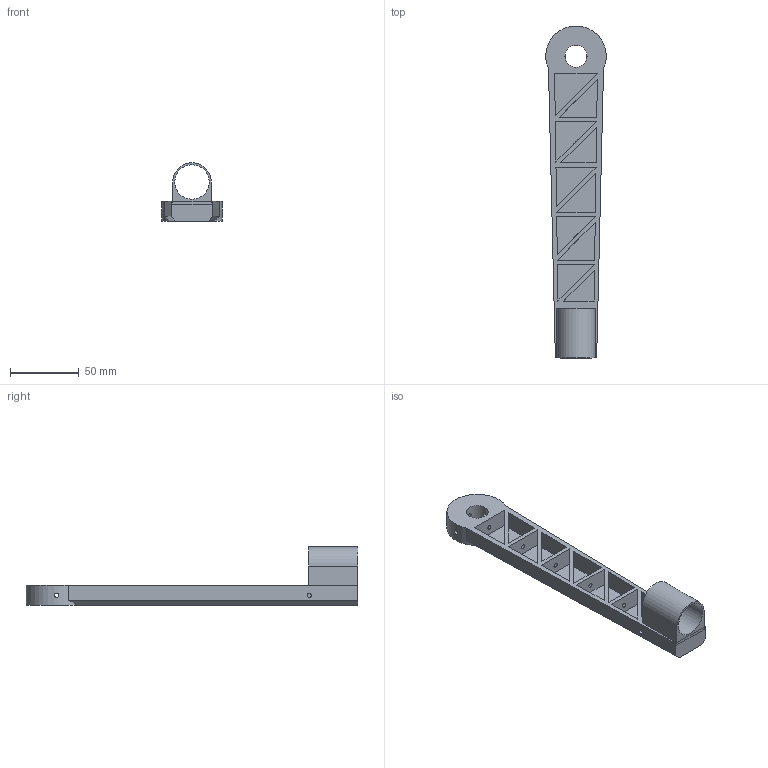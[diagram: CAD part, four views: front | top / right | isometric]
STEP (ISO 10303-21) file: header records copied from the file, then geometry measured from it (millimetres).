
FILE_DESCRIPTION(('FreeCAD Model'),'2;1');
FILE_NAME('InnerStrut.step','2016-05-26T23:29:31',('Author'),(''), 'Open CASCADE STEP processor 6.8','FreeCAD','Unknown');
FILE_SCHEMA(('AUTOMOTIVE_DESIGN_CC2 { 1 2 10303 214 -1 1 5 4 }'));
Length unit declared in the file: millimetre
Products named in the file (1): Chamfer
Bounding box: 44 x 241.17 x 42.5 mm (x, y, z)
Volume: 73146.5 mm3; surface area: 42456 mm2
Topology: 1 solids, 1 shells, 73 faces, 189 edges, 129 vertices
Faces by surface type: plane 54, cylinder 19
Full cylindrical faces by diameter (mm): 3.2 x15, 16 x1, 25 x1
Entity records: 8158 total; most frequent: CARTESIAN_POINT 4346, DIRECTION 664, LINE 425, VECTOR 425, ORIENTED_EDGE 378, PCURVE 378, DEFINITIONAL_REPRESENTATION 378, EDGE_CURVE 189
